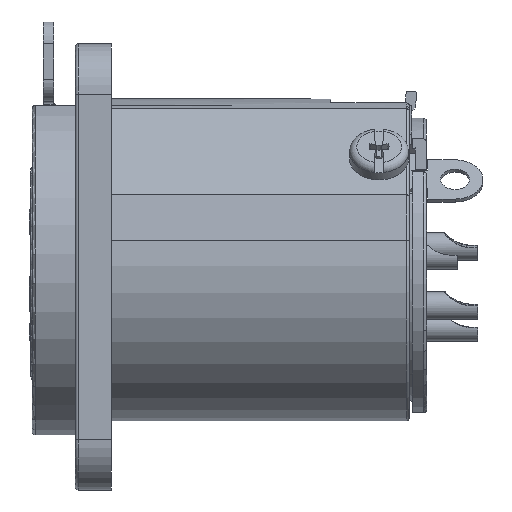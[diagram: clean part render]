
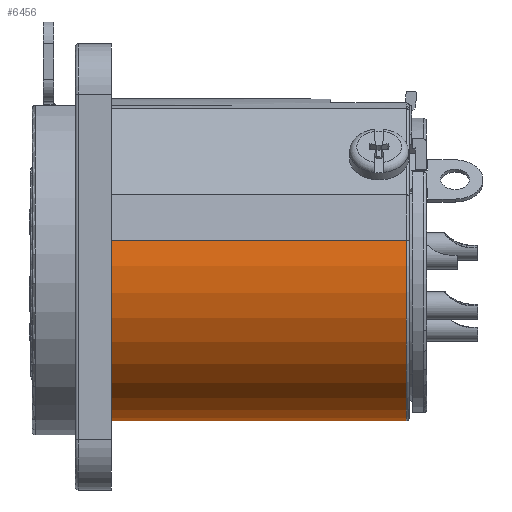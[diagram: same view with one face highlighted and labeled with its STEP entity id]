
A CAD part, front view. The second image highlights one B-rep face of the part: STEP entity #6456.
In plain terms, the highlighted cylindrical face has radius 10.7 mm (diameter 21.4 mm), a partial arc.
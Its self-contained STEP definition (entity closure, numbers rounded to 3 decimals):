
#6028=CARTESIAN_POINT('',(-1.858,-10.537,23.));
#6029=VERTEX_POINT('',#6028);
#6136=CARTESIAN_POINT('',(-6.137,8.765,23.));
#6137=VERTEX_POINT('',#6136);
#6155=CARTESIAN_POINT('',(0.0,0.0,23.));
#6156=DIRECTION('',(0.0,0.0,1.0));
#6157=DIRECTION('',(0.976,0.216,0.0));
#6158=AXIS2_PLACEMENT_3D('',#6155,#6156,#6157);
#6159=CIRCLE('',#6158,10.7);
#6160=EDGE_CURVE('',#6029,#6137,#6159,.T.);
#6337=CARTESIAN_POINT('',(-6.137,8.765,2.2));
#6338=VERTEX_POINT('',#6337);
#6339=CARTESIAN_POINT('',(-6.137,8.765,2.2));
#6340=DIRECTION('',(0.0,0.0,1.0));
#6341=VECTOR('',#6340,20.8);
#6342=LINE('',#6339,#6341);
#6343=EDGE_CURVE('',#6338,#6137,#6342,.T.);
#6432=CARTESIAN_POINT('',(0.0,0.0,2.2));
#6433=DIRECTION('',(0.0,0.0,1.0));
#6434=DIRECTION('',(0.174,0.985,0.0));
#6435=AXIS2_PLACEMENT_3D('',#6432,#6433,#6434);
#6436=CYLINDRICAL_SURFACE('',#6435,10.7);
#6437=ORIENTED_EDGE('',*,*,#6160,.F.);
#6438=CARTESIAN_POINT('',(-1.858,-10.537,2.2));
#6439=VERTEX_POINT('',#6438);
#6440=CARTESIAN_POINT('',(-1.858,-10.537,2.2));
#6441=DIRECTION('',(0.0,0.0,1.0));
#6442=VECTOR('',#6441,20.8);
#6443=LINE('',#6440,#6442);
#6444=EDGE_CURVE('',#6439,#6029,#6443,.T.);
#6445=ORIENTED_EDGE('',*,*,#6444,.F.);
#6446=CARTESIAN_POINT('',(0.0,0.0,2.2));
#6447=DIRECTION('',(0.0,0.0,-1.0));
#6448=DIRECTION('',(0.174,0.985,0.0));
#6449=AXIS2_PLACEMENT_3D('',#6446,#6447,#6448);
#6450=CIRCLE('',#6449,10.7);
#6451=EDGE_CURVE('',#6338,#6439,#6450,.T.);
#6452=ORIENTED_EDGE('',*,*,#6451,.F.);
#6453=ORIENTED_EDGE('',*,*,#6343,.T.);
#6454=EDGE_LOOP('',(#6437,#6445,#6452,#6453));
#6455=FACE_OUTER_BOUND('',#6454,.T.);
#6456=ADVANCED_FACE('',(#6455),#6436,.T.);
